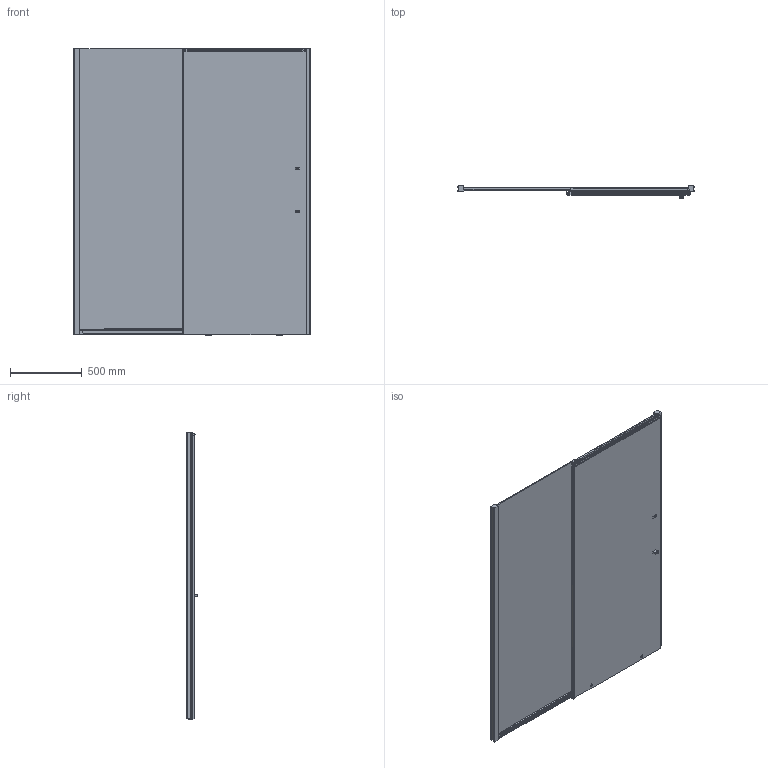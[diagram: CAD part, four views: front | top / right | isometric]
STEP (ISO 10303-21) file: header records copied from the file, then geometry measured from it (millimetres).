
FILE_DESCRIPTION (( 'STEP AP214' ), '1' );
FILE_NAME ('rbp17_040.STEP', '2020-04-21T07:14:11', ( '' ), ( '' ), 'SwSTEP 2.0', 'SolidWorks 2016', '' );
FILE_SCHEMA (( 'AUTOMOTIVE_DESIGN' ));
Length unit declared in the file: millimetre
Products named in the file (1): rbp17_040
Bounding box: 1650 x 82.58 x 2007.73 mm (x, y, z)
Volume: 32692711.8 mm3; surface area: 7778383.1 mm2
Topology: 4 solids, 16 shells, 1927 faces, 5096 edges, 3201 vertices
Faces by surface type: plane 775, cylinder 762, bspline 336, cone 38, torus 16
Full cylindrical faces by diameter (mm): 3.4 x2
Entity records: 98760 total; most frequent: CARTESIAN_POINT 33526, ORIENTED_EDGE 10106, DIRECTION 8436, EDGE_CURVE 5053, VERTEX_POINT 3201, AXIS2_PLACEMENT_3D 2958, VECTOR 2520, LINE 2520
